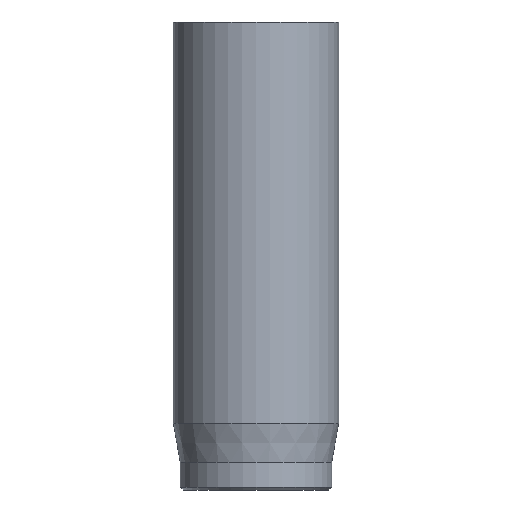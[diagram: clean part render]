
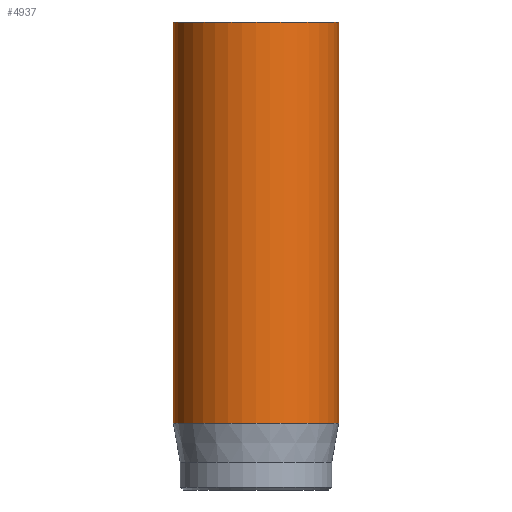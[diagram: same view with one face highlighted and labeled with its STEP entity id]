
A CAD part, front view. The second image highlights one B-rep face of the part: STEP entity #4937.
In plain terms, the highlighted cylindrical face has radius 3 mm (diameter 6 mm), a full revolution.
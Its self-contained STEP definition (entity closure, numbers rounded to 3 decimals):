
#36=CYLINDRICAL_SURFACE('',#5153,3.);
#52=CIRCLE('',#5120,3.);
#68=CIRCLE('',#5151,3.);
#69=CIRCLE('',#5152,3.);
#411=FACE_OUTER_BOUND('',#702,.T.);
#702=EDGE_LOOP('',(#4230,#4231,#4232,#4233,#4234));
#1051=LINE('',#8921,#1415);
#1415=VECTOR('',#5678,3.);
#2205=VERTEX_POINT('',#8860);
#2221=VERTEX_POINT('',#8915);
#2222=VERTEX_POINT('',#8916);
#2885=EDGE_CURVE('',#2205,#2205,#52,.T.);
#2909=EDGE_CURVE('',#2221,#2222,#68,.T.);
#2910=EDGE_CURVE('',#2222,#2221,#69,.T.);
#2912=EDGE_CURVE('',#2205,#2221,#1051,.T.);
#4230=ORIENTED_EDGE('',*,*,#2885,.T.);
#4231=ORIENTED_EDGE('',*,*,#2912,.T.);
#4232=ORIENTED_EDGE('',*,*,#2909,.T.);
#4233=ORIENTED_EDGE('',*,*,#2910,.T.);
#4234=ORIENTED_EDGE('',*,*,#2912,.F.);
#4937=ADVANCED_FACE('',(#411),#36,.T.);
#5120=AXIS2_PLACEMENT_3D('',#8861,#5601,#5602);
#5151=AXIS2_PLACEMENT_3D('',#8917,#5671,#5672);
#5152=AXIS2_PLACEMENT_3D('',#8918,#5673,#5674);
#5153=AXIS2_PLACEMENT_3D('',#8920,#5676,#5677);
#5601=DIRECTION('center_axis',(0.,0.,-1.));
#5602=DIRECTION('ref_axis',(-1.,0.,0.));
#5671=DIRECTION('center_axis',(0.,0.,1.));
#5672=DIRECTION('ref_axis',(-1.,0.,0.));
#5673=DIRECTION('center_axis',(0.,0.,1.));
#5674=DIRECTION('ref_axis',(-1.,0.,0.));
#5676=DIRECTION('center_axis',(0.,0.,1.));
#5677=DIRECTION('ref_axis',(-1.,0.,0.));
#5678=DIRECTION('',(0.,0.,-1.));
#8860=CARTESIAN_POINT('',(3.,0.,17.));
#8861=CARTESIAN_POINT('Origin',(0.,0.,17.));
#8915=CARTESIAN_POINT('',(3.,0.,2.418));
#8916=CARTESIAN_POINT('',(-3.,0.,2.418));
#8917=CARTESIAN_POINT('Origin',(0.,0.,2.418));
#8918=CARTESIAN_POINT('Origin',(0.,0.,2.418));
#8920=CARTESIAN_POINT('Origin',(0.,0.,0.));
#8921=CARTESIAN_POINT('',(3.,0.,0.));
